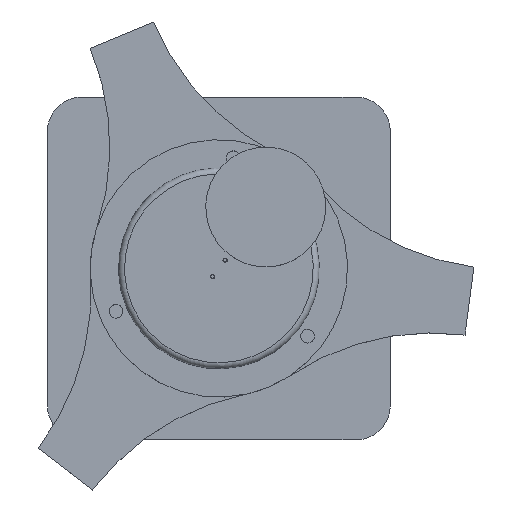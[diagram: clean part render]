
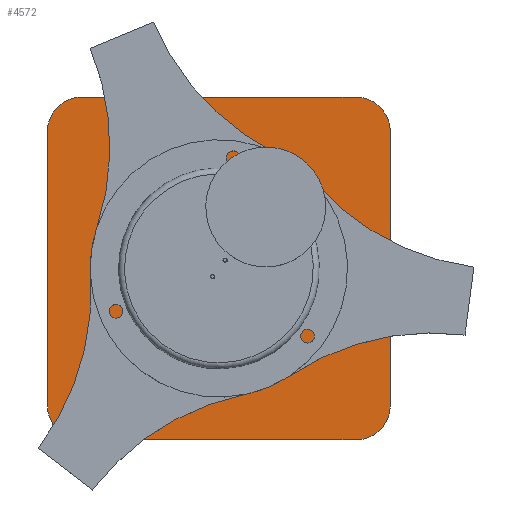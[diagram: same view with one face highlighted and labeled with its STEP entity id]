
A CAD part, top view. The second image highlights one B-rep face of the part: STEP entity #4572.
In plain terms, the highlighted planar face has unit normal (0, 0, 1).
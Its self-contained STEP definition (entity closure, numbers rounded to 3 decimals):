
#258=PLANE('',#5452);
#414=LINE('',#8013,#568);
#418=LINE('',#8025,#572);
#422=LINE('',#8037,#576);
#426=LINE('',#8049,#580);
#568=VECTOR('',#6582,10.);
#572=VECTOR('',#6594,10.);
#576=VECTOR('',#6606,10.);
#580=VECTOR('',#6618,10.);
#908=FACE_BOUND('',#1453,.T.);
#909=FACE_BOUND('',#1454,.T.);
#910=FACE_BOUND('',#1455,.T.);
#911=FACE_BOUND('',#1456,.T.);
#1126=FACE_OUTER_BOUND('',#1452,.T.);
#1452=EDGE_LOOP('',(#3789,#3790,#3791,#3792,#3793,#3794,#3795,#3796));
#1453=EDGE_LOOP('',(#3797));
#1454=EDGE_LOOP('',(#3798));
#1455=EDGE_LOOP('',(#3799));
#1456=EDGE_LOOP('',(#3800));
#1880=CIRCLE('',#5425,5.);
#1882=CIRCLE('',#5428,4.);
#1884=CIRCLE('',#5431,4.);
#1886=CIRCLE('',#5434,4.);
#1889=CIRCLE('',#5439,20.);
#1891=CIRCLE('',#5443,20.);
#1893=CIRCLE('',#5447,20.);
#1895=CIRCLE('',#5451,20.);
#2303=VERTEX_POINT('',#7983);
#2305=VERTEX_POINT('',#7989);
#2307=VERTEX_POINT('',#7995);
#2309=VERTEX_POINT('',#8001);
#2313=VERTEX_POINT('',#8010);
#2314=VERTEX_POINT('',#8012);
#2316=VERTEX_POINT('',#8018);
#2318=VERTEX_POINT('',#8024);
#2320=VERTEX_POINT('',#8030);
#2322=VERTEX_POINT('',#8036);
#2324=VERTEX_POINT('',#8042);
#2326=VERTEX_POINT('',#8048);
#2826=EDGE_CURVE('',#2303,#2303,#1880,.T.);
#2829=EDGE_CURVE('',#2305,#2305,#1882,.T.);
#2832=EDGE_CURVE('',#2307,#2307,#1884,.T.);
#2835=EDGE_CURVE('',#2309,#2309,#1886,.T.);
#2840=EDGE_CURVE('',#2314,#2313,#414,.T.);
#2843=EDGE_CURVE('',#2316,#2314,#1889,.T.);
#2846=EDGE_CURVE('',#2318,#2316,#418,.T.);
#2849=EDGE_CURVE('',#2320,#2318,#1891,.T.);
#2852=EDGE_CURVE('',#2322,#2320,#422,.T.);
#2855=EDGE_CURVE('',#2324,#2322,#1893,.T.);
#2858=EDGE_CURVE('',#2326,#2324,#426,.T.);
#2861=EDGE_CURVE('',#2313,#2326,#1895,.T.);
#3789=ORIENTED_EDGE('',*,*,#2861,.T.);
#3790=ORIENTED_EDGE('',*,*,#2858,.T.);
#3791=ORIENTED_EDGE('',*,*,#2855,.T.);
#3792=ORIENTED_EDGE('',*,*,#2852,.T.);
#3793=ORIENTED_EDGE('',*,*,#2849,.T.);
#3794=ORIENTED_EDGE('',*,*,#2846,.T.);
#3795=ORIENTED_EDGE('',*,*,#2843,.T.);
#3796=ORIENTED_EDGE('',*,*,#2840,.T.);
#3797=ORIENTED_EDGE('',*,*,#2835,.T.);
#3798=ORIENTED_EDGE('',*,*,#2832,.T.);
#3799=ORIENTED_EDGE('',*,*,#2829,.T.);
#3800=ORIENTED_EDGE('',*,*,#2826,.T.);
#4572=ADVANCED_FACE('',(#1126,#908,#909,#910,#911),#258,.T.);
#5425=AXIS2_PLACEMENT_3D('',#7984,#6552,#6553);
#5428=AXIS2_PLACEMENT_3D('',#7990,#6559,#6560);
#5431=AXIS2_PLACEMENT_3D('',#7996,#6566,#6567);
#5434=AXIS2_PLACEMENT_3D('',#8002,#6573,#6574);
#5439=AXIS2_PLACEMENT_3D('',#8019,#6588,#6589);
#5443=AXIS2_PLACEMENT_3D('',#8031,#6600,#6601);
#5447=AXIS2_PLACEMENT_3D('',#8043,#6612,#6613);
#5451=AXIS2_PLACEMENT_3D('',#8053,#6624,#6625);
#5452=AXIS2_PLACEMENT_3D('',#8054,#6626,#6627);
#6552=DIRECTION('center_axis',(0.,0.,-1.));
#6553=DIRECTION('ref_axis',(-1.,0.,0.));
#6559=DIRECTION('center_axis',(0.,0.,-1.));
#6560=DIRECTION('ref_axis',(-1.,0.,0.));
#6566=DIRECTION('center_axis',(0.,0.,-1.));
#6567=DIRECTION('ref_axis',(-1.,0.,0.));
#6573=DIRECTION('center_axis',(0.,0.,-1.));
#6574=DIRECTION('ref_axis',(-1.,0.,0.));
#6582=DIRECTION('',(-1.,0.,0.));
#6588=DIRECTION('center_axis',(0.,0.,1.));
#6589=DIRECTION('ref_axis',(1.,0.,0.));
#6594=DIRECTION('',(0.,1.,0.));
#6600=DIRECTION('center_axis',(0.,0.,1.));
#6601=DIRECTION('ref_axis',(0.,-1.,0.));
#6606=DIRECTION('',(1.,0.,0.));
#6612=DIRECTION('center_axis',(0.,0.,1.));
#6613=DIRECTION('ref_axis',(-1.,0.,0.));
#6618=DIRECTION('',(0.,-1.,0.));
#6624=DIRECTION('center_axis',(0.,0.,1.));
#6625=DIRECTION('ref_axis',(0.,1.,0.));
#6626=DIRECTION('center_axis',(0.,0.,1.));
#6627=DIRECTION('ref_axis',(1.,0.,0.));
#7983=CARTESIAN_POINT('',(5.,0.,10.));
#7984=CARTESIAN_POINT('Origin',(0.,0.,10.));
#7989=CARTESIAN_POINT('',(16.463,-21.586,10.));
#7990=CARTESIAN_POINT('Origin',(12.463,-21.586,10.));
#7995=CARTESIAN_POINT('',(-20.925,0.,10.));
#7996=CARTESIAN_POINT('Origin',(-24.925,0.,10.));
#8001=CARTESIAN_POINT('',(16.463,21.586,10.));
#8002=CARTESIAN_POINT('Origin',(12.463,21.586,10.));
#8010=CARTESIAN_POINT('',(-80.,100.,10.));
#8012=CARTESIAN_POINT('',(80.,100.,10.));
#8013=CARTESIAN_POINT('',(80.,100.,10.));
#8018=CARTESIAN_POINT('',(100.,80.,10.));
#8019=CARTESIAN_POINT('Origin',(80.,80.,10.));
#8024=CARTESIAN_POINT('',(100.,-80.,10.));
#8025=CARTESIAN_POINT('',(100.,-80.,10.));
#8030=CARTESIAN_POINT('',(80.,-100.,10.));
#8031=CARTESIAN_POINT('Origin',(80.,-80.,10.));
#8036=CARTESIAN_POINT('',(-80.,-100.,10.));
#8037=CARTESIAN_POINT('',(-80.,-100.,10.));
#8042=CARTESIAN_POINT('',(-100.,-80.,10.));
#8043=CARTESIAN_POINT('Origin',(-80.,-80.,10.));
#8048=CARTESIAN_POINT('',(-100.,80.,10.));
#8049=CARTESIAN_POINT('',(-100.,80.,10.));
#8053=CARTESIAN_POINT('Origin',(-80.,80.,10.));
#8054=CARTESIAN_POINT('Origin',(0.,0.,10.));
